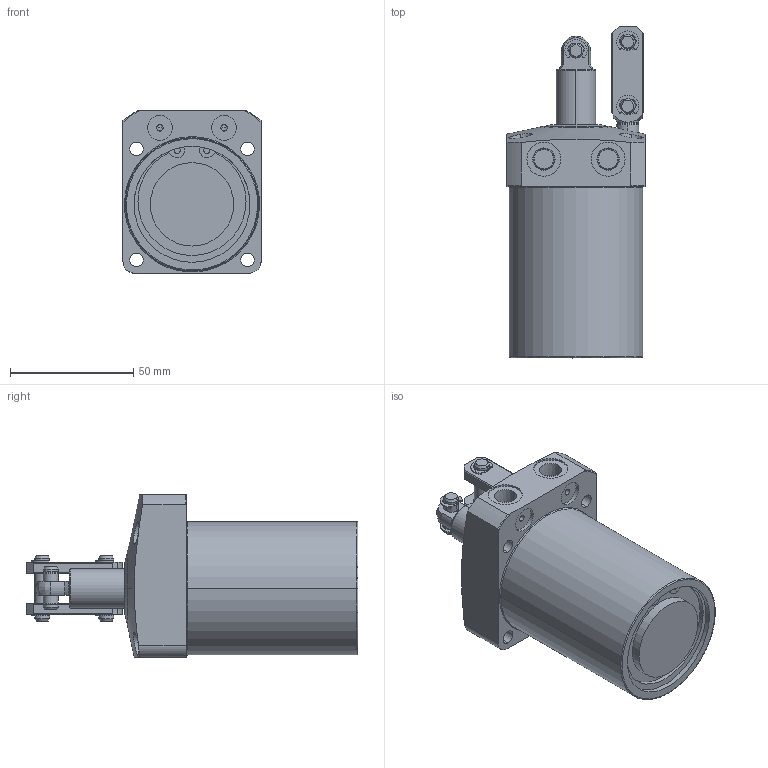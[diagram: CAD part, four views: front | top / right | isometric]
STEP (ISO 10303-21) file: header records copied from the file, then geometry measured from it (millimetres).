
FILE_DESCRIPTION (( 'STEP AP203' ), '1' );
FILE_NAME ('WCE1601-2AR.STEP', '2019-09-24T03:58:48', ( '微软用户' ), ( '微软中国' ), 'SwSTEP 2.0', 'SolidWorks 2012', '' );
FILE_SCHEMA (( 'CONFIG_CONTROL_DESIGN' ));
Length unit declared in the file: millimetre
Products named in the file (8): WCE1601-2AR; ETW-4; LJ0480_嵋裡葨凰_4L50905-00; 4L50946-00咂搘2; 4L50945-00咂搘1; WCE1600_咂衝椳紕_; WCE1600_菛巍催獉; WCE1600_槭暌溞
Assembly tree (14 placements, depth 2):
  WCE1601-2AR
    WCE1600_槭暌溞
    WCE1600_菛巍催獉
    WCE1600_咂衝椳紕_
    4L50945-00咂搘1
    4L50946-00咂搘2  x2
    LJ0480_嵋裡葨凰_4L50905-00  x2
    ETW-4  x6
Bounding box: 56 x 134.5 x 66 mm (x, y, z)
Volume: 240009.1 mm3; surface area: 38619.3 mm2
Topology: 14 solids, 15 shells, 474 faces, 1208 edges, 789 vertices
Faces by surface type: cylinder 264, plane 134, cone 61, bspline 15
Entity records: 10425 total; most frequent: CARTESIAN_POINT 2573, DIRECTION 1536, ORIENTED_EDGE 1372, EDGE_CURVE 686, AXIS2_PLACEMENT_3D 632, VERTEX_POINT 445, CIRCLE 352, EDGE_LOOP 323
